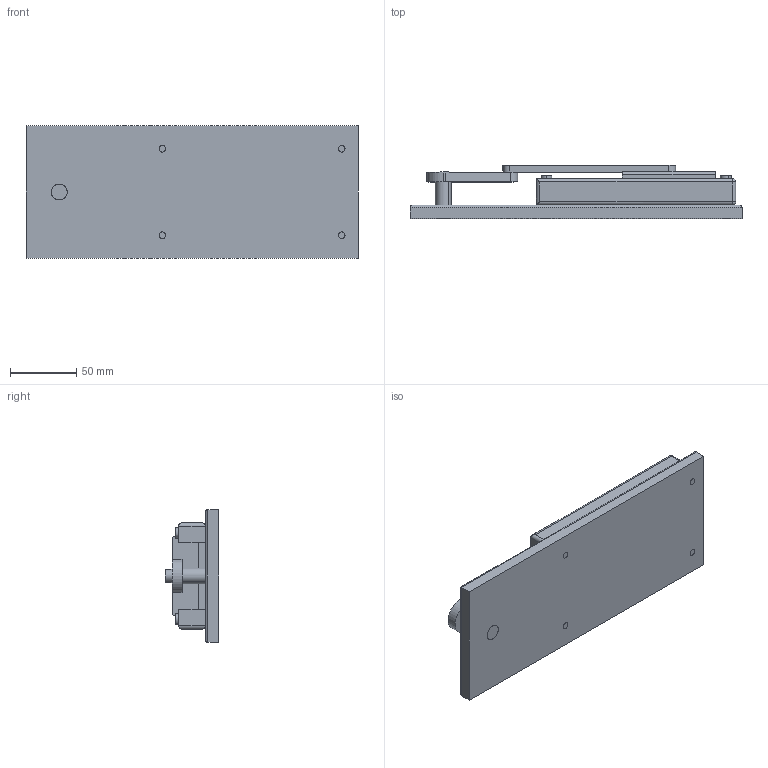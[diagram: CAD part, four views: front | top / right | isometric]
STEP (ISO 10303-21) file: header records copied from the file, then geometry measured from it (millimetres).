
FILE_DESCRIPTION (( 'STEP AP203' ), '1' );
FILE_NAME ('Slider Crank Mechanism.STEP', '2018-09-29T18:50:42', ( '' ), ( '' ), 'SwSTEP 2.0', 'SolidWorks 2018', '' );
FILE_SCHEMA (( 'CONFIG_CONTROL_DESIGN' ));
Length unit declared in the file: millimetre
Products named in the file (10): Shaft; Base; Pin2; Moving Part; Slider; Slider Crank Mechanism; Crank; Bolt; Pin; Link
Assembly tree (12 placements, depth 2):
  Slider Crank Mechanism
    Base
    Shaft
    Crank
    Pin
    Slider
    Moving Part
    Link
    Pin2
    Bolt  x4
Bounding box: 250 x 40 x 100 mm (x, y, z)
Volume: 444723.7 mm3; surface area: 107925.6 mm2
Topology: 12 solids, 12 shells, 147 faces, 320 edges, 198 vertices
Faces by surface type: cylinder 72, plane 53, cone 18, sphere 4
Entity records: 4548 total; most frequent: DIRECTION 646, CARTESIAN_POINT 595, ORIENTED_EDGE 536, EDGE_CURVE 268, AXIS2_PLACEMENT_3D 251, VERTEX_POINT 168, EDGE_LOOP 148, VECTOR 144
